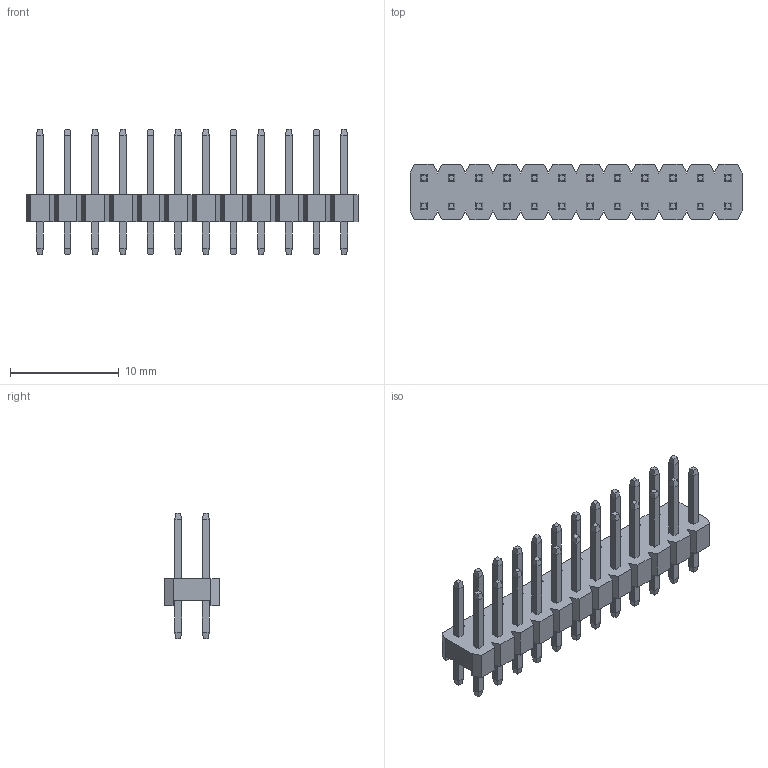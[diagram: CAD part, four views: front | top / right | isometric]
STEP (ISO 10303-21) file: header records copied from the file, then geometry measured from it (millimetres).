
FILE_DESCRIPTION (( 'STEP AP214' ), '1' );
FILE_NAME ('FPH25452-D24S1014190740B-REF.STEP', '2026-02-10T05:59:01', ( '' ), ( '' ), 'SwSTEP 2.0', 'SolidWorks 2021', '' );
FILE_SCHEMA (( 'AUTOMOTIVE_DESIGN' ));
Length unit declared in the file: millimetre
Products named in the file (1): FPH25452-D24S1014190740B-REF
Bounding box: 30.48 x 5.08 x 11.5 mm (x, y, z)
Volume: 407.9 mm3; surface area: 1114 mm2
Topology: 1 solids, 1 shells, 512 faces, 1194 edges, 732 vertices
Faces by surface type: plane 512
Entity records: 14056 total; most frequent: CARTESIAN_POINT 2439, ORIENTED_EDGE 2388, DIRECTION 2220, VECTOR 1194, EDGE_CURVE 1194, LINE 1194, VERTEX_POINT 732, EDGE_LOOP 560
